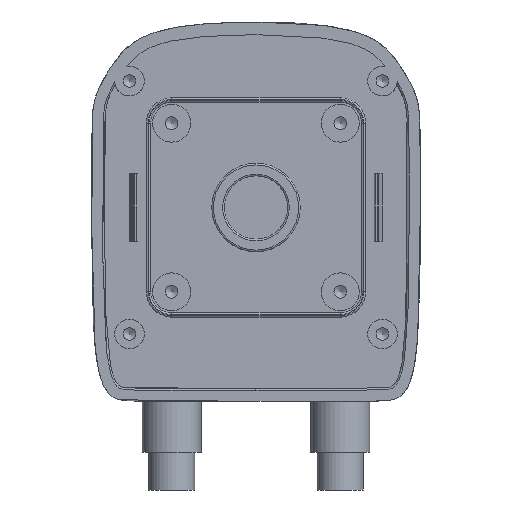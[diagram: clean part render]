
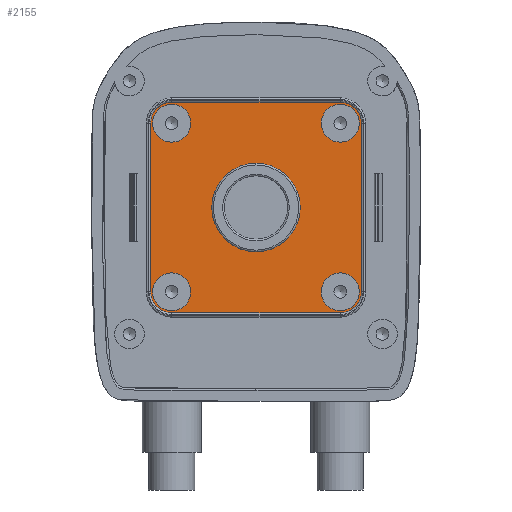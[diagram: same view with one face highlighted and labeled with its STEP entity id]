
A CAD part, front view. The second image highlights one B-rep face of the part: STEP entity #2155.
In plain terms, the highlighted planar face has unit normal (0, -1, 0).
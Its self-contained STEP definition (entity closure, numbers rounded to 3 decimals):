
#70=FACE_BOUND('',#479,.T.);
#71=FACE_BOUND('',#480,.T.);
#72=FACE_BOUND('',#481,.T.);
#73=FACE_BOUND('',#482,.T.);
#74=FACE_BOUND('',#483,.T.);
#186=PLANE('',#2405);
#303=FACE_OUTER_BOUND('',#478,.T.);
#478=EDGE_LOOP('',(#1829,#1830,#1831,#1832,#1833,#1834,#1835,#1836));
#479=EDGE_LOOP('',(#1837));
#480=EDGE_LOOP('',(#1838));
#481=EDGE_LOOP('',(#1839));
#482=EDGE_LOOP('',(#1840));
#483=EDGE_LOOP('',(#1841));
#626=LINE('',#6973,#739);
#630=LINE('',#6982,#743);
#654=LINE('',#8220,#767);
#655=LINE('',#8224,#768);
#739=VECTOR('',#2771,10.);
#743=VECTOR('',#2781,10.);
#767=VECTOR('',#2969,10.);
#768=VECTOR('',#2972,10.);
#803=CIRCLE('',#2261,10.5);
#839=CIRCLE('',#2322,5.);
#840=CIRCLE('',#2325,5.);
#883=CIRCLE('',#2406,5.);
#884=CIRCLE('',#2407,5.);
#885=CIRCLE('',#2408,4.5);
#886=CIRCLE('',#2409,4.5);
#887=CIRCLE('',#2410,4.5);
#888=CIRCLE('',#2411,4.5);
#980=VERTEX_POINT('',#4229);
#1018=VERTEX_POINT('',#6970);
#1019=VERTEX_POINT('',#6972);
#1020=VERTEX_POINT('',#6976);
#1021=VERTEX_POINT('',#6980);
#1022=VERTEX_POINT('',#6984);
#1082=VERTEX_POINT('',#8219);
#1083=VERTEX_POINT('',#8221);
#1084=VERTEX_POINT('',#8223);
#1085=VERTEX_POINT('',#8226);
#1086=VERTEX_POINT('',#8228);
#1087=VERTEX_POINT('',#8230);
#1088=VERTEX_POINT('',#8232);
#1200=EDGE_CURVE('',#980,#980,#803,.T.);
#1265=EDGE_CURVE('',#1018,#1019,#626,.T.);
#1268=EDGE_CURVE('',#1018,#1020,#839,.T.);
#1270=EDGE_CURVE('',#1021,#1020,#630,.T.);
#1272=EDGE_CURVE('',#1021,#1022,#840,.T.);
#1353=EDGE_CURVE('',#1082,#1022,#654,.T.);
#1354=EDGE_CURVE('',#1082,#1083,#883,.T.);
#1355=EDGE_CURVE('',#1084,#1083,#655,.T.);
#1356=EDGE_CURVE('',#1084,#1019,#884,.T.);
#1357=EDGE_CURVE('',#1085,#1085,#885,.T.);
#1358=EDGE_CURVE('',#1086,#1086,#886,.T.);
#1359=EDGE_CURVE('',#1087,#1087,#887,.T.);
#1360=EDGE_CURVE('',#1088,#1088,#888,.T.);
#1829=ORIENTED_EDGE('',*,*,#1268,.T.);
#1830=ORIENTED_EDGE('',*,*,#1270,.F.);
#1831=ORIENTED_EDGE('',*,*,#1272,.T.);
#1832=ORIENTED_EDGE('',*,*,#1353,.F.);
#1833=ORIENTED_EDGE('',*,*,#1354,.T.);
#1834=ORIENTED_EDGE('',*,*,#1355,.F.);
#1835=ORIENTED_EDGE('',*,*,#1356,.T.);
#1836=ORIENTED_EDGE('',*,*,#1265,.F.);
#1837=ORIENTED_EDGE('',*,*,#1357,.T.);
#1838=ORIENTED_EDGE('',*,*,#1358,.T.);
#1839=ORIENTED_EDGE('',*,*,#1359,.T.);
#1840=ORIENTED_EDGE('',*,*,#1360,.T.);
#1841=ORIENTED_EDGE('',*,*,#1200,.T.);
#2155=ADVANCED_FACE('',(#303,#70,#71,#72,#73,#74),#186,.F.);
#2261=AXIS2_PLACEMENT_3D('',#4230,#2626,#2627);
#2322=AXIS2_PLACEMENT_3D('',#6978,#2776,#2777);
#2325=AXIS2_PLACEMENT_3D('',#6986,#2785,#2786);
#2405=AXIS2_PLACEMENT_3D('',#8218,#2967,#2968);
#2406=AXIS2_PLACEMENT_3D('',#8222,#2970,#2971);
#2407=AXIS2_PLACEMENT_3D('',#8225,#2973,#2974);
#2408=AXIS2_PLACEMENT_3D('',#8227,#2975,#2976);
#2409=AXIS2_PLACEMENT_3D('',#8229,#2977,#2978);
#2410=AXIS2_PLACEMENT_3D('',#8231,#2979,#2980);
#2411=AXIS2_PLACEMENT_3D('',#8233,#2981,#2982);
#2626=DIRECTION('center_axis',(0.,1.,0.));
#2627=DIRECTION('ref_axis',(-1.,0.,0.));
#2771=DIRECTION('',(0.,0.,-1.));
#2776=DIRECTION('center_axis',(0.,-1.,0.));
#2777=DIRECTION('ref_axis',(0.707,0.,0.707));
#2781=DIRECTION('',(1.,0.,0.));
#2785=DIRECTION('center_axis',(0.,-1.,0.));
#2786=DIRECTION('ref_axis',(-0.707,0.,0.707));
#2967=DIRECTION('center_axis',(0.,1.,0.));
#2968=DIRECTION('ref_axis',(0.,0.,1.));
#2969=DIRECTION('',(0.,0.,1.));
#2970=DIRECTION('center_axis',(0.,-1.,0.));
#2971=DIRECTION('ref_axis',(-0.707,0.,-0.707));
#2972=DIRECTION('',(-1.,0.,0.));
#2973=DIRECTION('center_axis',(0.,-1.,0.));
#2974=DIRECTION('ref_axis',(0.707,0.,-0.707));
#2975=DIRECTION('center_axis',(0.,1.,0.));
#2976=DIRECTION('ref_axis',(-1.,0.,0.));
#2977=DIRECTION('center_axis',(0.,1.,0.));
#2978=DIRECTION('ref_axis',(-1.,0.,0.));
#2979=DIRECTION('center_axis',(0.,1.,0.));
#2980=DIRECTION('ref_axis',(-1.,0.,0.));
#2981=DIRECTION('center_axis',(0.,1.,0.));
#2982=DIRECTION('ref_axis',(-1.,0.,0.));
#4229=CARTESIAN_POINT('',(10.5,6.5,1.));
#4230=CARTESIAN_POINT('Origin',(0.,6.5,1.));
#6970=CARTESIAN_POINT('',(25.,6.5,21.));
#6972=CARTESIAN_POINT('',(25.,6.5,-19.));
#6973=CARTESIAN_POINT('',(25.,6.5,-24.));
#6976=CARTESIAN_POINT('',(20.,6.5,26.));
#6978=CARTESIAN_POINT('Origin',(20.,6.5,21.));
#6980=CARTESIAN_POINT('',(-20.,6.5,26.));
#6982=CARTESIAN_POINT('',(25.,6.5,26.));
#6984=CARTESIAN_POINT('',(-25.,6.5,21.));
#6986=CARTESIAN_POINT('Origin',(-20.,6.5,21.));
#8218=CARTESIAN_POINT('Origin',(0.,6.5,1.));
#8219=CARTESIAN_POINT('',(-25.,6.5,-19.));
#8220=CARTESIAN_POINT('',(-25.,6.5,26.));
#8221=CARTESIAN_POINT('',(-20.,6.5,-24.));
#8222=CARTESIAN_POINT('Origin',(-20.,6.5,-19.));
#8223=CARTESIAN_POINT('',(20.,6.5,-24.));
#8224=CARTESIAN_POINT('',(-25.,6.5,-24.));
#8225=CARTESIAN_POINT('Origin',(20.,6.5,-19.));
#8226=CARTESIAN_POINT('',(24.5,6.5,-19.));
#8227=CARTESIAN_POINT('Origin',(20.,6.5,-19.));
#8228=CARTESIAN_POINT('',(-15.5,6.5,-19.));
#8229=CARTESIAN_POINT('Origin',(-20.,6.5,-19.));
#8230=CARTESIAN_POINT('',(-15.5,6.5,21.));
#8231=CARTESIAN_POINT('Origin',(-20.,6.5,21.));
#8232=CARTESIAN_POINT('',(24.5,6.5,21.));
#8233=CARTESIAN_POINT('Origin',(20.,6.5,21.));
